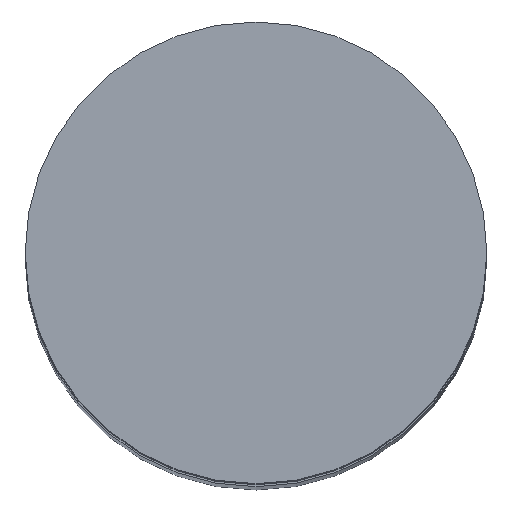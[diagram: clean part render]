
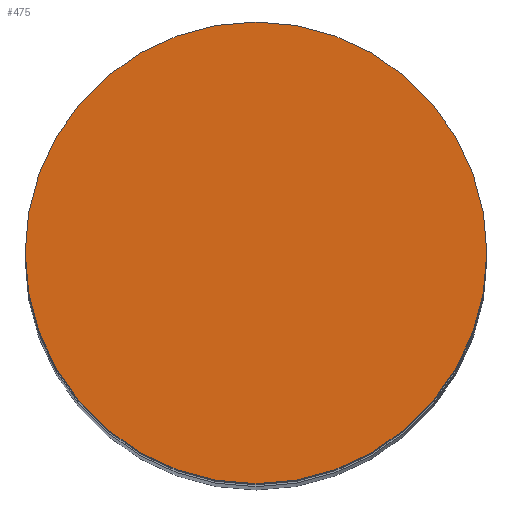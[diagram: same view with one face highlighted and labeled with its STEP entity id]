
A CAD part, top view. The second image highlights one B-rep face of the part: STEP entity #475.
In plain terms, the highlighted planar face has unit normal (0, 0, 1).
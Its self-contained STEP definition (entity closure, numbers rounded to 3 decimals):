
#164=CARTESIAN_POINT('',(0.,0.,49.784));
#165=DIRECTION('',(0.,0.,-1.));
#166=DIRECTION('',(-1.,0.,0.));
#167=AXIS2_PLACEMENT_3D('',#164,#165,#166);
#169=CARTESIAN_POINT('',(0.,0.,49.784));
#170=DIRECTION('',(0.,0.,-1.));
#171=DIRECTION('',(1.,0.,0.));
#172=AXIS2_PLACEMENT_3D('',#169,#170,#171);
#226=CARTESIAN_POINT('',(3.175,0.,49.784));
#227=CARTESIAN_POINT('',(-3.175,0.,49.784));
#228=VERTEX_POINT('',#226);
#229=VERTEX_POINT('',#227);
#465=CARTESIAN_POINT('',(0.,0.,49.784));
#466=DIRECTION('',(0.,0.,1.));
#467=DIRECTION('',(1.,0.,0.));
#468=AXIS2_PLACEMENT_3D('',#465,#466,#467);
#469=PLANE('',#468);
#471=ORIENTED_EDGE('',*,*,#470,.T.);
#472=ORIENTED_EDGE('',*,*,#455,.T.);
#473=EDGE_LOOP('',(#471,#472));
#474=FACE_OUTER_BOUND('',#473,.F.);
#475=ADVANCED_FACE('',(#474),#469,.T.);
#168=CIRCLE('',#167,3.175);
#173=CIRCLE('',#172,3.175);
#455=EDGE_CURVE('',#228,#229,#173,.T.);
#470=EDGE_CURVE('',#229,#228,#168,.T.);
